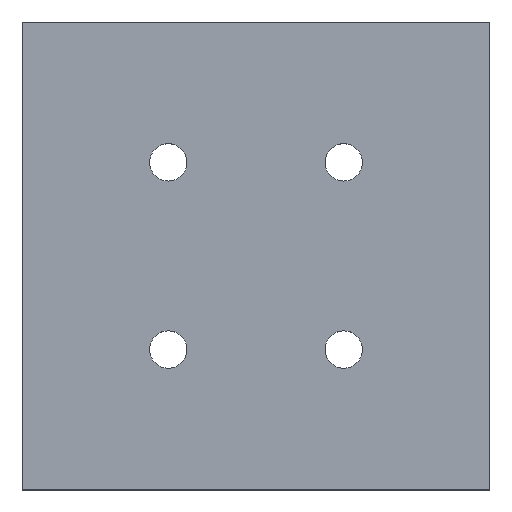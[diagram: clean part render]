
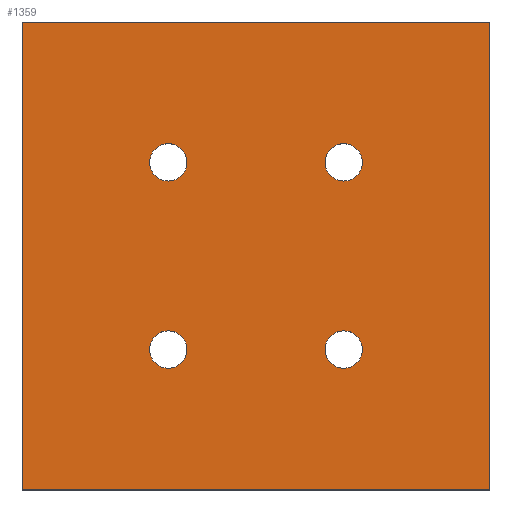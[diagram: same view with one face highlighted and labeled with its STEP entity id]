
A CAD part, top view. The second image highlights one B-rep face of the part: STEP entity #1359.
In plain terms, the highlighted planar face has unit normal (0, 0, 1).
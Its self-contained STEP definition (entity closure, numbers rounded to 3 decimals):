
#1224 = VERTEX_POINT('',#1225);
#1225 = CARTESIAN_POINT('',(-9.1,-8.,5.));
#1231 = EDGE_CURVE('',#1224,#1224,#1232,.T.);
#1232 = CIRCLE('',#1233,1.6);
#1233 = AXIS2_PLACEMENT_3D('',#1234,#1235,#1236);
#1234 = CARTESIAN_POINT('',(-7.5,-8.,5.));
#1235 = DIRECTION('',(0.,0.,1.));
#1236 = DIRECTION('',(-1.,0.,0.));
#1268 = VERTEX_POINT('',#1269);
#1269 = CARTESIAN_POINT('',(-20.,20.,5.));
#1275 = EDGE_CURVE('',#1268,#1276,#1278,.T.);
#1276 = VERTEX_POINT('',#1277);
#1277 = CARTESIAN_POINT('',(-20.,-20.,5.));
#1278 = LINE('',#1279,#1280);
#1279 = CARTESIAN_POINT('',(-20.,20.,5.));
#1280 = VECTOR('',#1281,1.);
#1281 = DIRECTION('',(0.,-1.,0.));
#1299 = VERTEX_POINT('',#1300);
#1300 = CARTESIAN_POINT('',(20.,20.,5.));
#1306 = EDGE_CURVE('',#1299,#1268,#1307,.T.);
#1307 = LINE('',#1308,#1309);
#1308 = CARTESIAN_POINT('',(20.,20.,5.));
#1309 = VECTOR('',#1310,1.);
#1310 = DIRECTION('',(-1.,0.,0.));
#1323 = EDGE_CURVE('',#1276,#1324,#1326,.T.);
#1324 = VERTEX_POINT('',#1325);
#1325 = CARTESIAN_POINT('',(20.,-20.,5.));
#1326 = LINE('',#1327,#1328);
#1327 = CARTESIAN_POINT('',(-20.,-20.,5.));
#1328 = VECTOR('',#1329,1.);
#1329 = DIRECTION('',(1.,0.,0.));
#1347 = EDGE_CURVE('',#1324,#1299,#1348,.T.);
#1348 = LINE('',#1349,#1350);
#1349 = CARTESIAN_POINT('',(20.,-20.,5.));
#1350 = VECTOR('',#1351,1.);
#1351 = DIRECTION('',(0.,1.,0.));
#1359 = ADVANCED_FACE('',(#1360,#1366,#1369,#1380,#1391),#1402,.T.);
#1360 = FACE_BOUND('',#1361,.T.);
#1361 = EDGE_LOOP('',(#1362,#1363,#1364,#1365));
#1362 = ORIENTED_EDGE('',*,*,#1275,.T.);
#1363 = ORIENTED_EDGE('',*,*,#1323,.T.);
#1364 = ORIENTED_EDGE('',*,*,#1347,.T.);
#1365 = ORIENTED_EDGE('',*,*,#1306,.T.);
#1366 = FACE_BOUND('',#1367,.T.);
#1367 = EDGE_LOOP('',(#1368));
#1368 = ORIENTED_EDGE('',*,*,#1231,.F.);
#1369 = FACE_BOUND('',#1370,.T.);
#1370 = EDGE_LOOP('',(#1371));
#1371 = ORIENTED_EDGE('',*,*,#1372,.F.);
#1372 = EDGE_CURVE('',#1373,#1373,#1375,.T.);
#1373 = VERTEX_POINT('',#1374);
#1374 = CARTESIAN_POINT('',(5.9,-8.,5.));
#1375 = CIRCLE('',#1376,1.6);
#1376 = AXIS2_PLACEMENT_3D('',#1377,#1378,#1379);
#1377 = CARTESIAN_POINT('',(7.5,-8.,5.));
#1378 = DIRECTION('',(0.,0.,1.));
#1379 = DIRECTION('',(-1.,0.,0.));
#1380 = FACE_BOUND('',#1381,.T.);
#1381 = EDGE_LOOP('',(#1382));
#1382 = ORIENTED_EDGE('',*,*,#1383,.F.);
#1383 = EDGE_CURVE('',#1384,#1384,#1386,.T.);
#1384 = VERTEX_POINT('',#1385);
#1385 = CARTESIAN_POINT('',(-9.1,8.,5.));
#1386 = CIRCLE('',#1387,1.6);
#1387 = AXIS2_PLACEMENT_3D('',#1388,#1389,#1390);
#1388 = CARTESIAN_POINT('',(-7.5,8.,5.));
#1389 = DIRECTION('',(0.,0.,1.));
#1390 = DIRECTION('',(-1.,0.,0.));
#1391 = FACE_BOUND('',#1392,.T.);
#1392 = EDGE_LOOP('',(#1393));
#1393 = ORIENTED_EDGE('',*,*,#1394,.F.);
#1394 = EDGE_CURVE('',#1395,#1395,#1397,.T.);
#1395 = VERTEX_POINT('',#1396);
#1396 = CARTESIAN_POINT('',(5.9,8.,5.));
#1397 = CIRCLE('',#1398,1.6);
#1398 = AXIS2_PLACEMENT_3D('',#1399,#1400,#1401);
#1399 = CARTESIAN_POINT('',(7.5,8.,5.));
#1400 = DIRECTION('',(0.,0.,1.));
#1401 = DIRECTION('',(-1.,0.,0.));
#1402 = PLANE('',#1403);
#1403 = AXIS2_PLACEMENT_3D('',#1404,#1405,#1406);
#1404 = CARTESIAN_POINT('',(0.,0.,5.));
#1405 = DIRECTION('',(0.,0.,1.));
#1406 = DIRECTION('',(1.,0.,0.));
